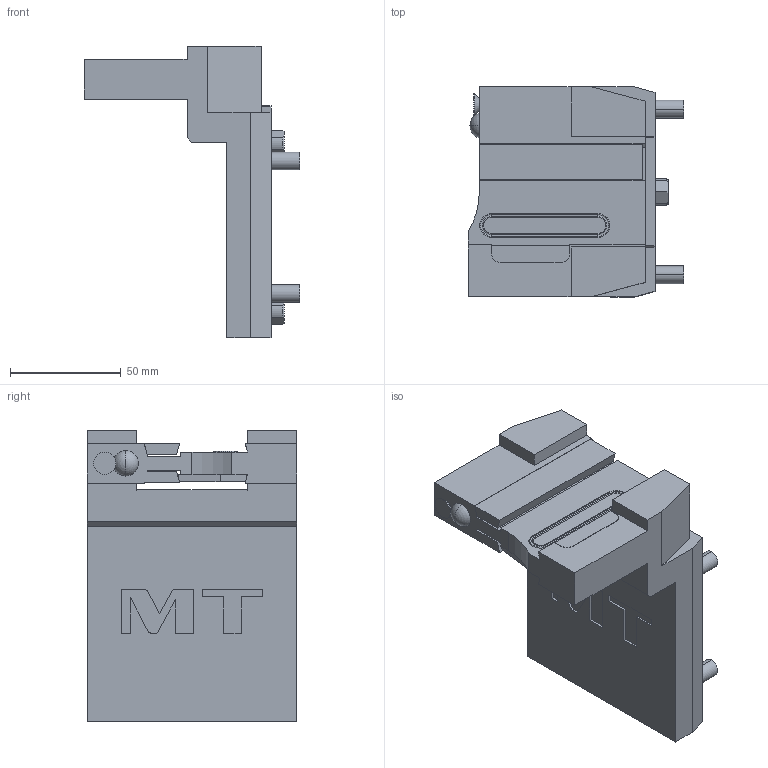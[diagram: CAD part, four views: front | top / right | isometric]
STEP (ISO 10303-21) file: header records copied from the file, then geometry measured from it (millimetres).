
FILE_DESCRIPTION((''),'2;1');
FILE_NAME('MYA0350232_CONF','2023-03-23T11:26:43',('smalpassi'),('M.T. srl'),'CREO PARAMETRIC BY PTC INC, 2021072','CREO PARAMETRIC BY PTC INC, 2021072','');
FILE_SCHEMA(('CONFIG_CONTROL_DESIGN'));
Length unit declared in the file: millimetre
Products named in the file (1): MYA0350232_CONF
Bounding box: 97.5 x 95 x 132 mm (x, y, z)
Volume: 353031.3 mm3; surface area: 59862.8 mm2
Topology: 2 solids, 2 shells, 166 faces, 448 edges, 293 vertices
Faces by surface type: plane 115, cylinder 27, torus 10, cone 10, extrusion 2, sphere 2
Entity records: 5266 total; most frequent: CARTESIAN_POINT 1009, ORIENTED_EDGE 892, DIRECTION 844, EDGE_CURVE 446, VECTOR 340, LINE 338, VERTEX_POINT 293, AXIS2_PLACEMENT_3D 252
